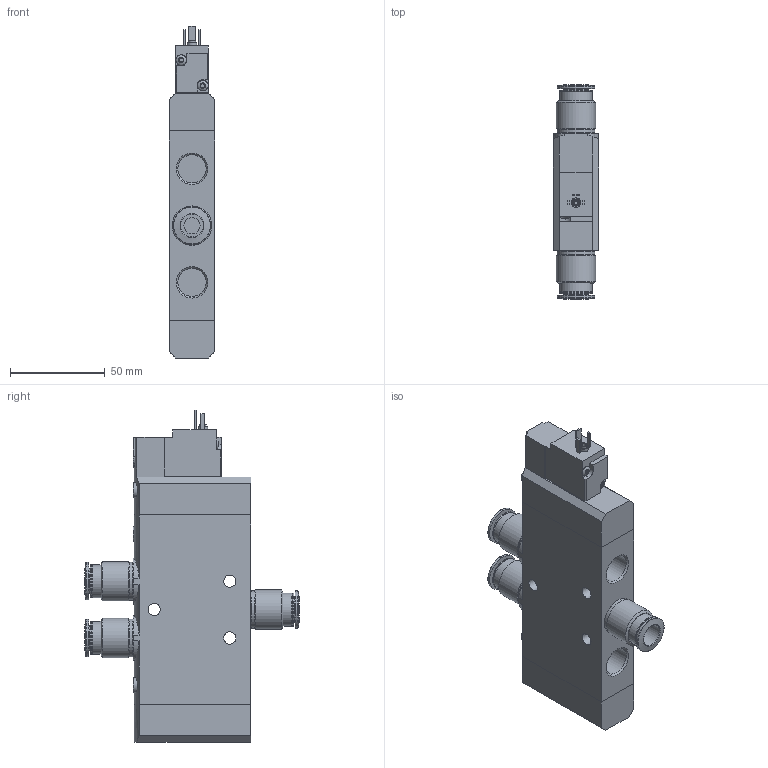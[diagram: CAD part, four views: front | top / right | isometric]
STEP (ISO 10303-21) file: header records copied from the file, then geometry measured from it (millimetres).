
FILE_DESCRIPTION(/* description */ ('STEP AP214'),/* implementation_level */ '2;1');
FILE_NAME(/* name */ '163826_CPE24-M2H-5L-QS-12',/* time_stamp */ '2024-08-06T21:58:24+02:00',/* author */ ('License CC BY-ND 4.0'),/* organization */ ('CADENAS'),/* preprocessor_version */ 'ST-DEVELOPER v19.3',/* originating_system */ 'PARTsolutions',/* authorisation */ ' ');
FILE_SCHEMA (('AUTOMOTIVE_DESIGN {1 0 10303 214 3 1 1}'));
Length unit declared in the file: millimetre
Products named in the file (5): 163826 CPE24-M2H-5L-QS-12; CPE24-...-5; 186114 QS-G3/8-12-I; CPE24-KMEB_M2H; CPE24-KAPPE_M1H
Assembly tree (6 placements, depth 2):
  163826 CPE24-M2H-5L-QS-12
    CPE24-...-5
    186114 QS-G3/8-12-I  x3
    CPE24-KMEB_M2H
    CPE24-KAPPE_M1H
Bounding box: 24 x 113.4 x 175.5 mm (x, y, z)
Volume: 221848.4 mm3; surface area: 52926.4 mm2
Topology: 6 solids, 6 shells, 301 faces, 688 edges, 439 vertices
Faces by surface type: plane 141, cylinder 106, cone 43, torus 11
Full cylindrical faces by diameter (mm): 2 x1, 2.013 x1, 2.5 x1, 3.8 x1, 4.134 x3, 5 x1, 5.6 x3, 6.5 x3, 8 x3, 12 x3, 13.4 x3, 14.95 x5, 16.662 x3, 17.4 x6, 19.4 x6, 19.8 x3, 20 x3, 20.8 x3
Entity records: 6121 total; most frequent: CARTESIAN_POINT 1172, DIRECTION 938, ORIENTED_EDGE 836, EDGE_CURVE 418, AXIS2_PLACEMENT_3D 362, VERTEX_POINT 299, EDGE_LOOP 295, FACE_BOUND 295
